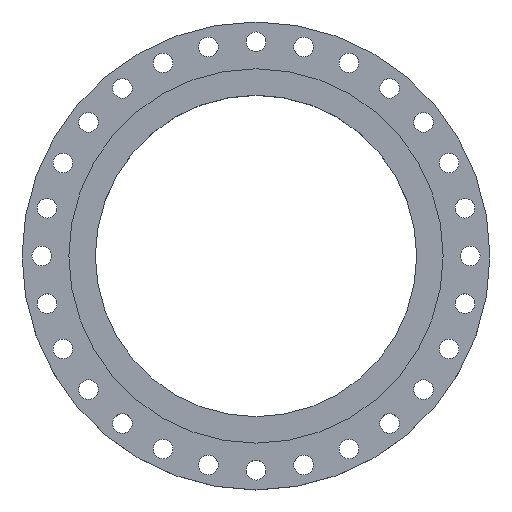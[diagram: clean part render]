
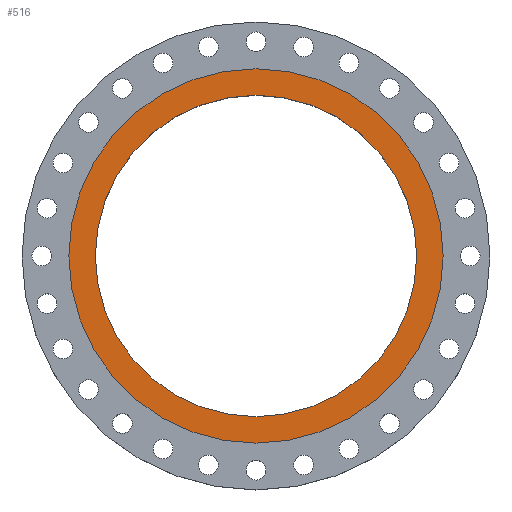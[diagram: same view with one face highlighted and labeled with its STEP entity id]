
A CAD part, top view. The second image highlights one B-rep face of the part: STEP entity #516.
In plain terms, the highlighted planar face has unit normal (0, 0, 1).
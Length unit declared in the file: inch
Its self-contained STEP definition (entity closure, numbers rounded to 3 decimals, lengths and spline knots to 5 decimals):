
#12 = DIRECTION ( 'NONE',  ( -1., 0., 0. ) ) ;
#24 = PLANE ( 'NONE',  #1476 ) ;
#68 = DIRECTION ( 'NONE',  ( 1., 0., 0. ) ) ;
#145 = AXIS2_PLACEMENT_3D ( 'NONE', #2046, #1043, #68 ) ;
#439 = EDGE_CURVE ( 'NONE', #2293, #2143, #1193, .T. ) ;
#467 = CARTESIAN_POINT ( 'NONE',  ( 16.3125, 0., 0. ) ) ;
#508 = VERTEX_POINT ( 'NONE', #467 ) ;
#516 = ADVANCED_FACE ( 'NONE', ( #1232, #1023 ), #24, .F. ) ;
#595 = EDGE_CURVE ( 'NONE', #2143, #2293, #2322, .T. ) ;
#660 = ORIENTED_EDGE ( 'NONE', *, *, #439, .T. ) ;
#738 = CARTESIAN_POINT ( 'NONE',  ( 0., 0., 0. ) ) ;
#739 = ORIENTED_EDGE ( 'NONE', *, *, #595, .T. ) ;
#761 = DIRECTION ( 'NONE',  ( 1., 0., 0. ) ) ;
#776 = EDGE_CURVE ( 'NONE', #2528, #508, #1693, .T. ) ;
#786 = DIRECTION ( 'NONE',  ( 0., 0., 1. ) ) ;
#906 = CIRCLE ( 'NONE', #2582, 16.3125 ) ;
#922 = DIRECTION ( 'NONE',  ( 1., 0., 0. ) ) ;
#967 = CARTESIAN_POINT ( 'NONE',  ( -16.3125, 0., 0. ) ) ;
#1010 = CARTESIAN_POINT ( 'NONE',  ( 0., 16.3125, 0. ) ) ;
#1023 = FACE_OUTER_BOUND ( 'NONE', #1530, .T. ) ;
#1043 = DIRECTION ( 'NONE',  ( 0., 0., 1. ) ) ;
#1065 = AXIS2_PLACEMENT_3D ( 'NONE', #2198, #786, #1583 ) ;
#1118 = ORIENTED_EDGE ( 'NONE', *, *, #776, .F. ) ;
#1178 = CARTESIAN_POINT ( 'NONE',  ( 0., 0., 0. ) ) ;
#1193 = CIRCLE ( 'NONE', #145, 19. ) ;
#1195 = AXIS2_PLACEMENT_3D ( 'NONE', #738, #1282, #922 ) ;
#1232 = FACE_BOUND ( 'NONE', #2305, .T. ) ;
#1282 = DIRECTION ( 'NONE',  ( 0., 0., 1. ) ) ;
#1380 = ORIENTED_EDGE ( 'NONE', *, *, #1627, .F. ) ;
#1476 = AXIS2_PLACEMENT_3D ( 'NONE', #1010, #1629, #12 ) ;
#1530 = EDGE_LOOP ( 'NONE', ( #739, #660 ) ) ;
#1570 = DIRECTION ( 'NONE',  ( 0., 0., 1. ) ) ;
#1583 = DIRECTION ( 'NONE',  ( 1., 0., 0. ) ) ;
#1627 = EDGE_CURVE ( 'NONE', #508, #2528, #906, .T. ) ;
#1629 = DIRECTION ( 'NONE',  ( 0., 0., -1. ) ) ;
#1693 = CIRCLE ( 'NONE', #1195, 16.3125 ) ;
#2026 = CARTESIAN_POINT ( 'NONE',  ( -19., 0., 0. ) ) ;
#2046 = CARTESIAN_POINT ( 'NONE',  ( 0., 0., 0. ) ) ;
#2143 = VERTEX_POINT ( 'NONE', #2407 ) ;
#2198 = CARTESIAN_POINT ( 'NONE',  ( 0., 0., 0. ) ) ;
#2293 = VERTEX_POINT ( 'NONE', #2026 ) ;
#2305 = EDGE_LOOP ( 'NONE', ( #1380, #1118 ) ) ;
#2322 = CIRCLE ( 'NONE', #1065, 19. ) ;
#2407 = CARTESIAN_POINT ( 'NONE',  ( 19., 0., 0. ) ) ;
#2528 = VERTEX_POINT ( 'NONE', #967 ) ;
#2582 = AXIS2_PLACEMENT_3D ( 'NONE', #1178, #1570, #761 ) ;
